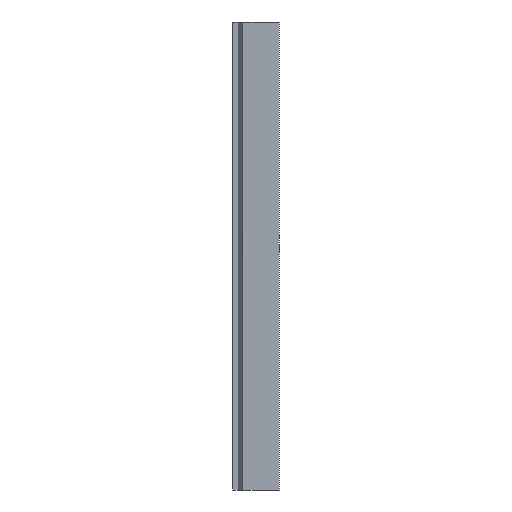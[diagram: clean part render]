
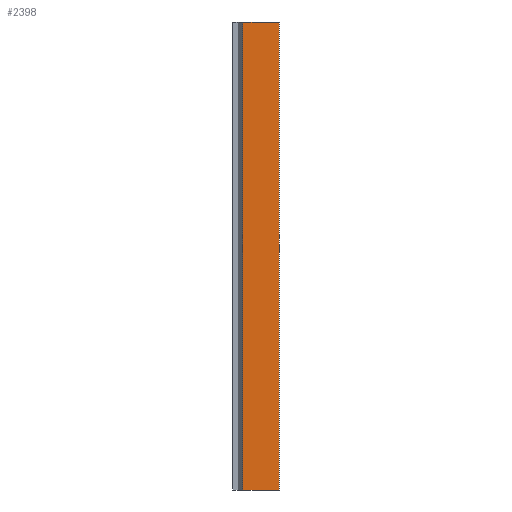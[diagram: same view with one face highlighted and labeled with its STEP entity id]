
A CAD part, left-side view. The second image highlights one B-rep face of the part: STEP entity #2398.
In plain terms, the highlighted planar face has unit normal (-1, 0, 0).
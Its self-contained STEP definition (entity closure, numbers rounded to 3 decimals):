
#313 = AXIS2_PLACEMENT_3D ( 'NONE', #5066, #5065, #5064 ) ;
#1159 = VECTOR ( 'NONE', #11008, 1000. ) ;
#1161 = LINE ( 'NONE', #11009, #1159 ) ;
#1209 = VECTOR ( 'NONE', #11062, 1000. ) ;
#1210 = LINE ( 'NONE', #11063, #1209 ) ;
#1848 = EDGE_CURVE ( 'NONE', #3997, #3827, #7093, .T. ) ;
#1849 = EDGE_CURVE ( 'NONE', #3818, #3780, #7091, .T. ) ;
#2398 = ADVANCED_FACE ( 'NONE', ( #6497 ), #5067, .F. ) ;
#3780 = VERTEX_POINT ( 'NONE', #5439 ) ;
#3818 = VERTEX_POINT ( 'NONE', #5163 ) ;
#3827 = VERTEX_POINT ( 'NONE', #5056 ) ;
#3997 = VERTEX_POINT ( 'NONE', #12093 ) ;
#5056 = CARTESIAN_POINT ( 'NONE',  ( -21., 7., 0. ) ) ;
#5064 = DIRECTION ( 'NONE',  ( 0., 1., 0. ) ) ;
#5065 = DIRECTION ( 'NONE',  ( 1., 0., 0. ) ) ;
#5066 = CARTESIAN_POINT ( 'NONE',  ( -21., 7., 249. ) ) ;
#5067 = PLANE ( 'NONE',  #313 ) ;
#5163 = CARTESIAN_POINT ( 'NONE',  ( -21., -12.5, 249. ) ) ;
#5439 = CARTESIAN_POINT ( 'NONE',  ( -21., -12.5, 0. ) ) ;
#6497 = FACE_OUTER_BOUND ( 'NONE', #13915, .T. ) ;
#7090 = VECTOR ( 'NONE', #13097, 1000. ) ;
#7091 = LINE ( 'NONE', #13098, #7090 ) ;
#7092 = VECTOR ( 'NONE', #13099, 1000. ) ;
#7093 = LINE ( 'NONE', #13100, #7092 ) ;
#9017 = EDGE_CURVE ( 'NONE', #3997, #3818, #1210, .T. ) ;
#9037 = EDGE_CURVE ( 'NONE', #3827, #3780, #1161, .T. ) ;
#11008 = DIRECTION ( 'NONE',  ( 0., -1., 0. ) ) ;
#11009 = CARTESIAN_POINT ( 'NONE',  ( -21., 7., 0. ) ) ;
#11062 = DIRECTION ( 'NONE',  ( 0., -1., 0. ) ) ;
#11063 = CARTESIAN_POINT ( 'NONE',  ( -21., 7., 249. ) ) ;
#12093 = CARTESIAN_POINT ( 'NONE',  ( -21., 7., 249. ) ) ;
#13097 = DIRECTION ( 'NONE',  ( 0., 0., -1. ) ) ;
#13098 = CARTESIAN_POINT ( 'NONE',  ( -21., -12.5, 249. ) ) ;
#13099 = DIRECTION ( 'NONE',  ( 0., 0., -1. ) ) ;
#13100 = CARTESIAN_POINT ( 'NONE',  ( -21., 7., 249. ) ) ;
#13592 = ORIENTED_EDGE ( 'NONE', *, *, #9037, .T. ) ;
#13593 = ORIENTED_EDGE ( 'NONE', *, *, #1849, .F. ) ;
#13594 = ORIENTED_EDGE ( 'NONE', *, *, #9017, .F. ) ;
#13595 = ORIENTED_EDGE ( 'NONE', *, *, #1848, .T. ) ;
#13915 = EDGE_LOOP ( 'NONE', ( #13592, #13593, #13594, #13595 ) ) ;
